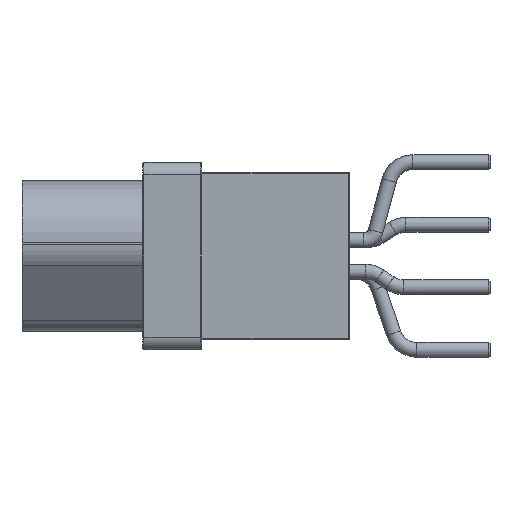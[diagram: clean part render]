
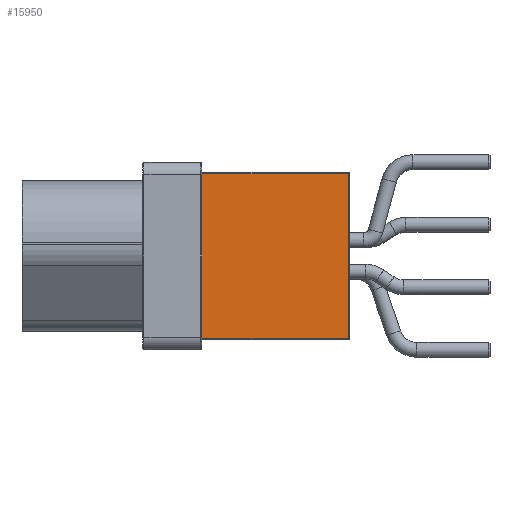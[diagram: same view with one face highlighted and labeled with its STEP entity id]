
A CAD part, left-side view. The second image highlights one B-rep face of the part: STEP entity #15950.
In plain terms, the highlighted planar face has unit normal (-1, 0, 0).
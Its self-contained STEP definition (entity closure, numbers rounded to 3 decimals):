
#76=DIRECTION('',(0.,0.,-1.));
#77=VECTOR('',#76,6.7);
#78=CARTESIAN_POINT('',(-10.1,0.,3.35));
#79=LINE('',#78,#77);
#3435=DIRECTION('',(0.,1.,0.));
#3436=VECTOR('',#3435,5.95);
#3437=CARTESIAN_POINT('',(-10.1,-5.95,-3.35));
#3438=LINE('',#3437,#3436);
#3439=DIRECTION('',(0.,1.,0.));
#3440=VECTOR('',#3439,5.95);
#3441=CARTESIAN_POINT('',(-10.1,-5.95,3.35));
#3442=LINE('',#3441,#3440);
#3443=DIRECTION('',(0.,0.,-1.));
#3444=VECTOR('',#3443,6.7);
#3445=CARTESIAN_POINT('',(-10.1,-5.95,3.35));
#3446=LINE('',#3445,#3444);
#8714=CARTESIAN_POINT('',(-10.1,-5.95,-3.35));
#8715=CARTESIAN_POINT('',(-10.1,0.,-3.35));
#8716=VERTEX_POINT('',#8714);
#8717=VERTEX_POINT('',#8715);
#8720=CARTESIAN_POINT('',(-10.1,-5.95,3.35));
#8721=VERTEX_POINT('',#8720);
#8728=CARTESIAN_POINT('',(-10.1,0.,3.35));
#8729=VERTEX_POINT('',#8728);
#15938=CARTESIAN_POINT('',(-10.1,0.,3.4));
#15939=DIRECTION('',(-1.,0.,0.));
#15940=DIRECTION('',(0.,0.,-1.));
#15941=AXIS2_PLACEMENT_3D('',#15938,#15939,#15940);
#15942=PLANE('',#15941);
#15944=ORIENTED_EDGE('',*,*,#15943,.T.);
#15945=ORIENTED_EDGE('',*,*,#10115,.F.);
#15946=ORIENTED_EDGE('',*,*,#15569,.F.);
#15947=ORIENTED_EDGE('',*,*,#15922,.T.);
#15948=EDGE_LOOP('',(#15944,#15945,#15946,#15947));
#15949=FACE_OUTER_BOUND('',#15948,.F.);
#10115=EDGE_CURVE('',#8729,#8717,#79,.T.);
#15569=EDGE_CURVE('',#8721,#8729,#3442,.T.);
#15922=EDGE_CURVE('',#8721,#8716,#3446,.T.);
#15943=EDGE_CURVE('',#8716,#8717,#3438,.T.);
#15950=ADVANCED_FACE('',(#15949),#15942,.T.);
